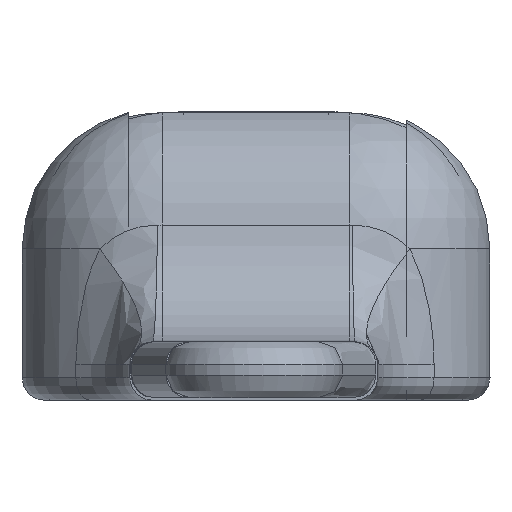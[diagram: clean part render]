
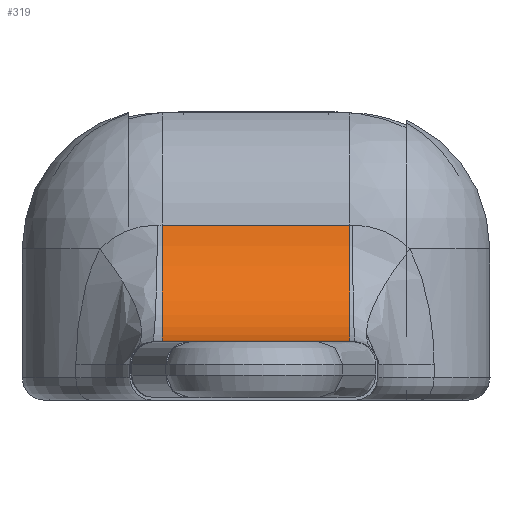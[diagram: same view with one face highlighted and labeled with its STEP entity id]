
A CAD part, front view. The second image highlights one B-rep face of the part: STEP entity #319.
In plain terms, the highlighted cylindrical face has radius 3.962 mm (diameter 7.925 mm), a partial arc.
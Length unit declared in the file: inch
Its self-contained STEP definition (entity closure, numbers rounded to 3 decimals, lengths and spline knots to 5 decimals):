
#152=CYLINDRICAL_SURFACE('',#1169,0.156);
#172=LINE('',#1635,#237);
#184=LINE('',#1752,#249);
#237=VECTOR('',#1272,1.);
#249=VECTOR('',#1362,1.);
#319=ADVANCED_FACE('',(#383),#152,.F.);
#383=FACE_OUTER_BOUND('',#440,.T.);
#440=EDGE_LOOP('',(#648,#649,#650,#651));
#510=CIRCLE('',#1166,0.156);
#511=CIRCLE('',#1168,0.156);
#648=ORIENTED_EDGE('',*,*,#998,.T.);
#649=ORIENTED_EDGE('',*,*,#999,.F.);
#650=ORIENTED_EDGE('',*,*,#1000,.F.);
#651=ORIENTED_EDGE('',*,*,#959,.F.);
#862=VERTEX_POINT('',#1634);
#863=VERTEX_POINT('',#1636);
#885=VERTEX_POINT('',#1749);
#886=VERTEX_POINT('',#1753);
#959=EDGE_CURVE('',#862,#863,#172,.T.);
#998=EDGE_CURVE('',#862,#885,#510,.T.);
#999=EDGE_CURVE('',#886,#885,#184,.T.);
#1000=EDGE_CURVE('',#863,#886,#511,.T.);
#1166=AXIS2_PLACEMENT_3D('',#1750,#1358,#1359);
#1168=AXIS2_PLACEMENT_3D('',#1754,#1363,#1364);
#1169=AXIS2_PLACEMENT_3D('',#1755,#1365,#1366);
#1272=DIRECTION('',(1.,0.,0.));
#1358=DIRECTION('',(-1.,0.,0.));
#1359=DIRECTION('',(0.,0.,1.));
#1362=DIRECTION('',(-1.,0.,0.));
#1363=DIRECTION('',(-1.,0.,0.));
#1364=DIRECTION('',(0.,0.,1.));
#1365=DIRECTION('',(-1.,0.,0.));
#1366=DIRECTION('',(0.,0.,1.));
#1634=CARTESIAN_POINT('',(4.40538,6.34327,-3.04915));
#1635=CARTESIAN_POINT('',(4.50944,6.34327,-3.04915));
#1636=CARTESIAN_POINT('',(4.6135,6.34327,-3.04915));
#1749=CARTESIAN_POINT('',(4.40538,6.18953,-3.17865));
#1750=CARTESIAN_POINT('',(4.40538,6.18953,-3.02265));
#1752=CARTESIAN_POINT('',(4.40538,6.18953,-3.17865));
#1753=CARTESIAN_POINT('',(4.6135,6.18953,-3.17865));
#1754=CARTESIAN_POINT('',(4.6135,6.18953,-3.02265));
#1755=CARTESIAN_POINT('',(4.50944,6.18953,-3.02265));
